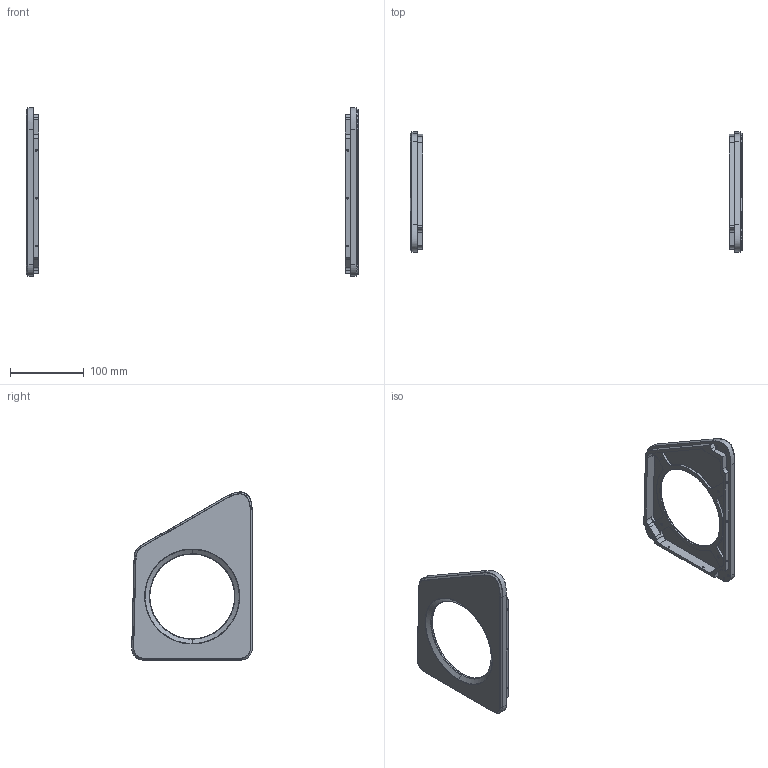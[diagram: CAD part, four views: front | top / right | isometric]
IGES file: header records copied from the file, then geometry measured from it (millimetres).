
Start section: SolidWorks IGES file using analytic representation for surfaces
Global section: file name: JoueAlu-PR-Plate-07.IGS; native system: SolidWorks 2014; preprocessor: SolidWorks 2014; author: Jerome Gallix; date: 180604.135659; units: millimetre
Bounding box: 450 x 163.5 x 227.94 mm (x, y, z)
Surface area: 128381.5 mm2 (no closed solid volume)
Topology: 0 solids, 0 shells, 328 faces, 4964 edges, 4964 vertices
Faces by surface type: revolution 180, bspline 148
